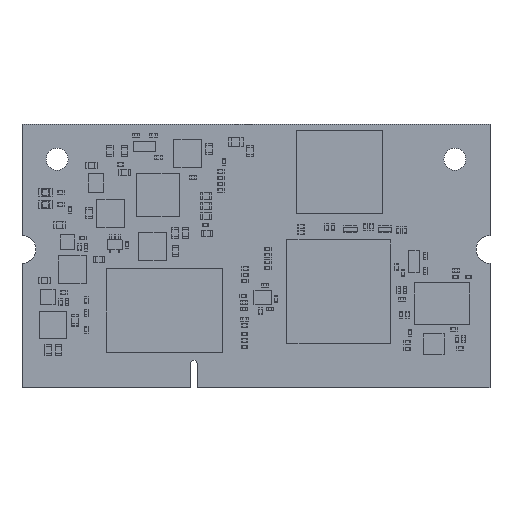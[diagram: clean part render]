
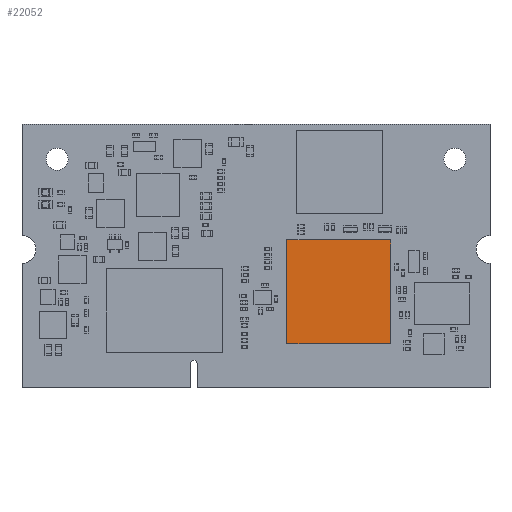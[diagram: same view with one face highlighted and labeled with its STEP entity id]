
A CAD part, top view. The second image highlights one B-rep face of the part: STEP entity #22052.
In plain terms, the highlighted planar face has unit normal (0, 0, 1).
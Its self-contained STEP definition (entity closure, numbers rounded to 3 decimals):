
#21738 = VERTEX_POINT('',#21739);
#21739 = CARTESIAN_POINT('',(-7.5,7.5,1.25));
#21746 = PLANE('',#21747);
#21747 = AXIS2_PLACEMENT_3D('',#21748,#21749,#21750);
#21748 = CARTESIAN_POINT('',(-7.5,7.5,0.));
#21749 = DIRECTION('',(0.,1.,0.));
#21750 = DIRECTION('',(1.,0.,0.));
#21758 = PLANE('',#21759);
#21759 = AXIS2_PLACEMENT_3D('',#21760,#21761,#21762);
#21760 = CARTESIAN_POINT('',(-7.5,-7.5,0.));
#21761 = DIRECTION('',(-1.,0.,0.));
#21762 = DIRECTION('',(0.,1.,0.));
#21770 = EDGE_CURVE('',#21738,#21771,#21773,.T.);
#21771 = VERTEX_POINT('',#21772);
#21772 = CARTESIAN_POINT('',(7.5,7.5,1.25));
#21773 = SURFACE_CURVE('',#21774,(#21778,#21785),.PCURVE_S1.);
#21774 = LINE('',#21775,#21776);
#21775 = CARTESIAN_POINT('',(-7.5,7.5,1.25));
#21776 = VECTOR('',#21777,1.);
#21777 = DIRECTION('',(1.,0.,0.));
#21778 = PCURVE('',#21746,#21779);
#21779 = DEFINITIONAL_REPRESENTATION('',(#21780),#21784);
#21780 = LINE('',#21781,#21782);
#21781 = CARTESIAN_POINT('',(0.,-1.25));
#21782 = VECTOR('',#21783,1.);
#21783 = DIRECTION('',(1.,0.));
#21784 = ( GEOMETRIC_REPRESENTATION_CONTEXT(2) 
PARAMETRIC_REPRESENTATION_CONTEXT() REPRESENTATION_CONTEXT('2D SPACE',''
  ) );
#21785 = PCURVE('',#21786,#21791);
#21786 = PLANE('',#21787);
#21787 = AXIS2_PLACEMENT_3D('',#21788,#21789,#21790);
#21788 = CARTESIAN_POINT('',(-7.5,7.5,1.25));
#21789 = DIRECTION('',(0.,0.,1.));
#21790 = DIRECTION('',(1.,0.,0.));
#21791 = DEFINITIONAL_REPRESENTATION('',(#21792),#21796);
#21792 = LINE('',#21793,#21794);
#21793 = CARTESIAN_POINT('',(0.,0.));
#21794 = VECTOR('',#21795,1.);
#21795 = DIRECTION('',(1.,0.));
#21796 = ( GEOMETRIC_REPRESENTATION_CONTEXT(2) 
PARAMETRIC_REPRESENTATION_CONTEXT() REPRESENTATION_CONTEXT('2D SPACE',''
  ) );
#21814 = PLANE('',#21815);
#21815 = AXIS2_PLACEMENT_3D('',#21816,#21817,#21818);
#21816 = CARTESIAN_POINT('',(7.5,7.5,0.));
#21817 = DIRECTION('',(1.,0.,0.));
#21818 = DIRECTION('',(0.,-1.,0.));
#21856 = EDGE_CURVE('',#21771,#21857,#21859,.T.);
#21857 = VERTEX_POINT('',#21858);
#21858 = CARTESIAN_POINT('',(7.5,-7.5,1.25));
#21859 = SURFACE_CURVE('',#21860,(#21864,#21871),.PCURVE_S1.);
#21860 = LINE('',#21861,#21862);
#21861 = CARTESIAN_POINT('',(7.5,7.5,1.25));
#21862 = VECTOR('',#21863,1.);
#21863 = DIRECTION('',(0.,-1.,0.));
#21864 = PCURVE('',#21814,#21865);
#21865 = DEFINITIONAL_REPRESENTATION('',(#21866),#21870);
#21866 = LINE('',#21867,#21868);
#21867 = CARTESIAN_POINT('',(0.,-1.25));
#21868 = VECTOR('',#21869,1.);
#21869 = DIRECTION('',(1.,0.));
#21870 = ( GEOMETRIC_REPRESENTATION_CONTEXT(2) 
PARAMETRIC_REPRESENTATION_CONTEXT() REPRESENTATION_CONTEXT('2D SPACE',''
  ) );
#21871 = PCURVE('',#21786,#21872);
#21872 = DEFINITIONAL_REPRESENTATION('',(#21873),#21877);
#21873 = LINE('',#21874,#21875);
#21874 = CARTESIAN_POINT('',(15.,0.));
#21875 = VECTOR('',#21876,1.);
#21876 = DIRECTION('',(0.,-1.));
#21877 = ( GEOMETRIC_REPRESENTATION_CONTEXT(2) 
PARAMETRIC_REPRESENTATION_CONTEXT() REPRESENTATION_CONTEXT('2D SPACE',''
  ) );
#21895 = PLANE('',#21896);
#21896 = AXIS2_PLACEMENT_3D('',#21897,#21898,#21899);
#21897 = CARTESIAN_POINT('',(7.5,-7.5,0.));
#21898 = DIRECTION('',(0.,-1.,0.));
#21899 = DIRECTION('',(-1.,0.,0.));
#21932 = EDGE_CURVE('',#21857,#21933,#21935,.T.);
#21933 = VERTEX_POINT('',#21934);
#21934 = CARTESIAN_POINT('',(-7.5,-7.5,1.25));
#21935 = SURFACE_CURVE('',#21936,(#21940,#21947),.PCURVE_S1.);
#21936 = LINE('',#21937,#21938);
#21937 = CARTESIAN_POINT('',(7.5,-7.5,1.25));
#21938 = VECTOR('',#21939,1.);
#21939 = DIRECTION('',(-1.,0.,0.));
#21940 = PCURVE('',#21895,#21941);
#21941 = DEFINITIONAL_REPRESENTATION('',(#21942),#21946);
#21942 = LINE('',#21943,#21944);
#21943 = CARTESIAN_POINT('',(0.,-1.25));
#21944 = VECTOR('',#21945,1.);
#21945 = DIRECTION('',(1.,0.));
#21946 = ( GEOMETRIC_REPRESENTATION_CONTEXT(2) 
PARAMETRIC_REPRESENTATION_CONTEXT() REPRESENTATION_CONTEXT('2D SPACE',''
  ) );
#21947 = PCURVE('',#21786,#21948);
#21948 = DEFINITIONAL_REPRESENTATION('',(#21949),#21953);
#21949 = LINE('',#21950,#21951);
#21950 = CARTESIAN_POINT('',(15.,-15.));
#21951 = VECTOR('',#21952,1.);
#21952 = DIRECTION('',(-1.,0.));
#21953 = ( GEOMETRIC_REPRESENTATION_CONTEXT(2) 
PARAMETRIC_REPRESENTATION_CONTEXT() REPRESENTATION_CONTEXT('2D SPACE',''
  ) );
#22003 = EDGE_CURVE('',#21933,#21738,#22004,.T.);
#22004 = SURFACE_CURVE('',#22005,(#22009,#22016),.PCURVE_S1.);
#22005 = LINE('',#22006,#22007);
#22006 = CARTESIAN_POINT('',(-7.5,-7.5,1.25));
#22007 = VECTOR('',#22008,1.);
#22008 = DIRECTION('',(0.,1.,0.));
#22009 = PCURVE('',#21758,#22010);
#22010 = DEFINITIONAL_REPRESENTATION('',(#22011),#22015);
#22011 = LINE('',#22012,#22013);
#22012 = CARTESIAN_POINT('',(0.,-1.25));
#22013 = VECTOR('',#22014,1.);
#22014 = DIRECTION('',(1.,0.));
#22015 = ( GEOMETRIC_REPRESENTATION_CONTEXT(2) 
PARAMETRIC_REPRESENTATION_CONTEXT() REPRESENTATION_CONTEXT('2D SPACE',''
  ) );
#22016 = PCURVE('',#21786,#22017);
#22017 = DEFINITIONAL_REPRESENTATION('',(#22018),#22022);
#22018 = LINE('',#22019,#22020);
#22019 = CARTESIAN_POINT('',(0.,-15.));
#22020 = VECTOR('',#22021,1.);
#22021 = DIRECTION('',(0.,1.));
#22022 = ( GEOMETRIC_REPRESENTATION_CONTEXT(2) 
PARAMETRIC_REPRESENTATION_CONTEXT() REPRESENTATION_CONTEXT('2D SPACE',''
  ) );
#22052 = ADVANCED_FACE('',(#22053),#21786,.T.);
#22053 = FACE_BOUND('',#22054,.F.);
#22054 = EDGE_LOOP('',(#22055,#22056,#22057,#22058));
#22055 = ORIENTED_EDGE('',*,*,#21770,.T.);
#22056 = ORIENTED_EDGE('',*,*,#21856,.T.);
#22057 = ORIENTED_EDGE('',*,*,#21932,.T.);
#22058 = ORIENTED_EDGE('',*,*,#22003,.T.);
